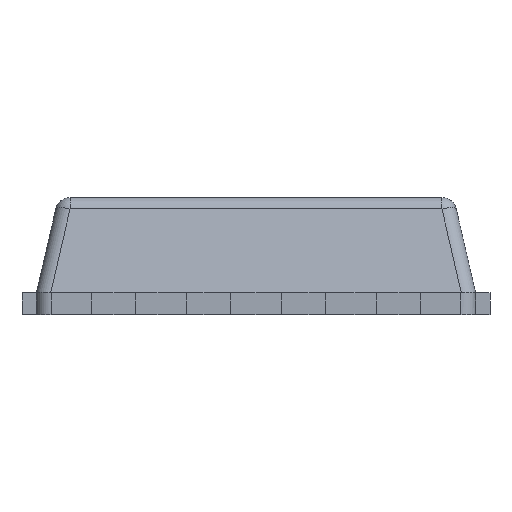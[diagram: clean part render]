
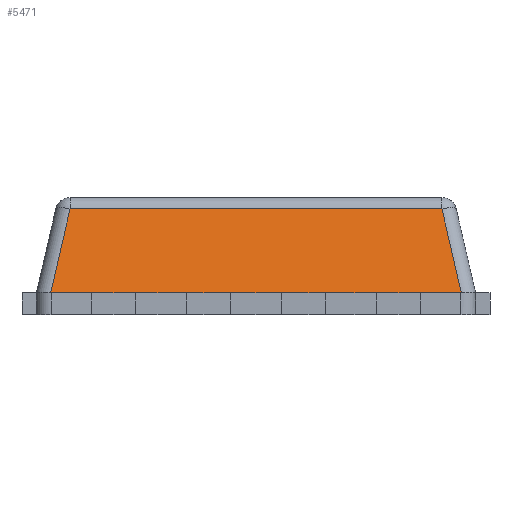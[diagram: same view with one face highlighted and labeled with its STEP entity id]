
A CAD part, front view. The second image highlights one B-rep face of the part: STEP entity #5471.
In plain terms, the highlighted planar face has unit normal (0, -0.974, 0.225).
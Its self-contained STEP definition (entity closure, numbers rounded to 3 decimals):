
#315=DIRECTION('',(1.,0.,0.));
#316=VECTOR('',#315,0.275);
#317=CARTESIAN_POINT('',(1.125,-1.5,0.15));
#318=LINE('',#317,#316);
#331=DIRECTION('',(1.,0.,0.));
#332=VECTOR('',#331,0.348);
#333=CARTESIAN_POINT('',(0.475,-1.5,0.15));
#334=LINE('',#333,#332);
#343=DIRECTION('',(1.,0.,0.));
#344=VECTOR('',#343,0.345);
#345=CARTESIAN_POINT('',(-0.173,-1.5,0.15));
#346=LINE('',#345,#344);
#351=DIRECTION('',(1.,0.,0.));
#352=VECTOR('',#351,0.348);
#353=CARTESIAN_POINT('',(-0.823,-1.5,0.15));
#354=LINE('',#353,#352);
#367=DIRECTION('',(1.,0.,0.));
#368=VECTOR('',#367,0.275);
#369=CARTESIAN_POINT('',(-1.4,-1.5,0.15));
#370=LINE('',#369,#368);
#371=DIRECTION('',(1.,0.,0.));
#372=VECTOR('',#371,0.3);
#373=CARTESIAN_POINT('',(-0.474,-1.5,0.15));
#374=LINE('',#373,#372);
#375=DIRECTION('',(1.,0.,0.));
#376=VECTOR('',#375,0.001);
#377=CARTESIAN_POINT('',(-0.475,-1.5,0.15));
#378=LINE('',#377,#376);
#379=DIRECTION('',(1.,0.,0.));
#380=VECTOR('',#379,0.001);
#381=CARTESIAN_POINT('',(-0.824,-1.5,0.15));
#382=LINE('',#381,#380);
#383=DIRECTION('',(1.,0.,0.));
#384=VECTOR('',#383,0.3);
#385=CARTESIAN_POINT('',(-1.124,-1.5,0.15));
#386=LINE('',#385,#384);
#387=DIRECTION('',(1.,0.,0.));
#388=VECTOR('',#387,0.001);
#389=CARTESIAN_POINT('',(-1.125,-1.5,0.15));
#390=LINE('',#389,#388);
#391=CARTESIAN_POINT('',(-1.403,-1.5,
0.15));
#392=CARTESIAN_POINT('',(-1.402,-1.5,
0.15));
#393=CARTESIAN_POINT('',(-1.401,-1.5,0.15));
#394=CARTESIAN_POINT('',(-1.4,-1.5,0.15));
#396=DIRECTION('',(0.219,0.219,0.951));
#397=VECTOR('',#396,0.602);
#398=CARTESIAN_POINT('',(-1.403,-1.5,
0.15));
#399=LINE('',#398,#397);
#400=DIRECTION('',(1.,0.,0.));
#401=VECTOR('',#400,2.541);
#402=CARTESIAN_POINT('',(-1.27,-1.368,
0.722));
#403=LINE('',#402,#401);
#404=DIRECTION('',(-0.219,0.219,0.951));
#405=VECTOR('',#404,0.602);
#406=CARTESIAN_POINT('',(1.403,-1.5,0.15));
#407=LINE('',#406,#405);
#408=CARTESIAN_POINT('',(1.4,-1.5,0.15));
#409=CARTESIAN_POINT('',(1.401,-1.5,0.15));
#410=CARTESIAN_POINT('',(1.402,-1.5,0.15));
#411=CARTESIAN_POINT('',(1.403,-1.5,0.15));
#413=DIRECTION('',(1.,0.,0.));
#414=VECTOR('',#413,0.001);
#415=CARTESIAN_POINT('',(1.124,-1.5,0.15));
#416=LINE('',#415,#414);
#417=DIRECTION('',(-1.,0.,0.));
#418=VECTOR('',#417,0.3);
#419=CARTESIAN_POINT('',(1.124,-1.5,0.15));
#420=LINE('',#419,#418);
#421=DIRECTION('',(1.,0.,0.));
#422=VECTOR('',#421,0.001);
#423=CARTESIAN_POINT('',(0.823,-1.5,0.15));
#424=LINE('',#423,#422);
#425=DIRECTION('',(1.,0.,0.));
#426=VECTOR('',#425,0.001);
#427=CARTESIAN_POINT('',(0.474,-1.5,0.15));
#428=LINE('',#427,#426);
#429=DIRECTION('',(-1.,0.,0.));
#430=VECTOR('',#429,0.3);
#431=CARTESIAN_POINT('',(0.474,-1.5,0.15));
#432=LINE('',#431,#430);
#433=DIRECTION('',(1.,0.,0.));
#434=VECTOR('',#433,0.001);
#435=CARTESIAN_POINT('',(0.173,-1.5,0.15));
#436=LINE('',#435,#434);
#437=DIRECTION('',(1.,0.,0.));
#438=VECTOR('',#437,0.001);
#439=CARTESIAN_POINT('',(-0.174,-1.5,0.15));
#440=LINE('',#439,#438);
#4008=CARTESIAN_POINT('',(-1.403,-1.5,
0.15));
#4009=CARTESIAN_POINT('',(-1.27,-1.368,
0.722));
#4010=VERTEX_POINT('',#4008);
#4011=VERTEX_POINT('',#4009);
#4022=VERTEX_POINT('',#394);
#4027=CARTESIAN_POINT('',(1.403,-1.5,
0.15));
#4028=CARTESIAN_POINT('',(1.27,-1.368,
0.722));
#4029=VERTEX_POINT('',#4027);
#4030=VERTEX_POINT('',#4028);
#4035=CARTESIAN_POINT('',(1.4,-1.5,0.15));
#4036=VERTEX_POINT('',#4035);
#4281=CARTESIAN_POINT('',(1.125,-1.5,0.15));
#4282=VERTEX_POINT('',#4281);
#4283=CARTESIAN_POINT('',(0.823,-1.5,0.15));
#4284=VERTEX_POINT('',#4283);
#4285=CARTESIAN_POINT('',(0.475,-1.5,0.15));
#4286=VERTEX_POINT('',#4285);
#4287=CARTESIAN_POINT('',(0.173,-1.5,0.15));
#4288=VERTEX_POINT('',#4287);
#4289=CARTESIAN_POINT('',(-0.823,-1.5,0.15));
#4290=VERTEX_POINT('',#4289);
#4291=CARTESIAN_POINT('',(-1.125,-1.5,0.15));
#4292=VERTEX_POINT('',#4291);
#4293=CARTESIAN_POINT('',(-0.173,-1.5,0.15));
#4294=VERTEX_POINT('',#4293);
#4295=CARTESIAN_POINT('',(-0.475,-1.5,0.15));
#4296=VERTEX_POINT('',#4295);
#4329=CARTESIAN_POINT('',(1.124,-1.5,0.15));
#4330=CARTESIAN_POINT('',(0.824,-1.5,0.15));
#4331=VERTEX_POINT('',#4329);
#4332=VERTEX_POINT('',#4330);
#4349=CARTESIAN_POINT('',(0.474,-1.5,0.15));
#4350=CARTESIAN_POINT('',(0.174,-1.5,0.15));
#4351=VERTEX_POINT('',#4349);
#4352=VERTEX_POINT('',#4350);
#4605=CARTESIAN_POINT('',(-1.124,-1.5,0.15));
#4606=VERTEX_POINT('',#4605);
#4607=CARTESIAN_POINT('',(-0.824,-1.5,0.15));
#4608=VERTEX_POINT('',#4607);
#4625=CARTESIAN_POINT('',(-0.474,-1.5,0.15));
#4626=VERTEX_POINT('',#4625);
#4627=CARTESIAN_POINT('',(-0.174,-1.5,0.15));
#4628=VERTEX_POINT('',#4627);
#5425=CARTESIAN_POINT('',(0.,-1.425,0.475));
#5426=DIRECTION('',(0.,-0.974,0.225));
#5427=DIRECTION('',(0.,-0.225,-0.974));
#5428=AXIS2_PLACEMENT_3D('',#5425,#5426,#5427);
#5429=PLANE('',#5428);
#5431=ORIENTED_EDGE('',*,*,#5430,.F.);
#5433=ORIENTED_EDGE('',*,*,#5432,.F.);
#5434=ORIENTED_EDGE('',*,*,#5388,.F.);
#5436=ORIENTED_EDGE('',*,*,#5435,.F.);
#5438=ORIENTED_EDGE('',*,*,#5437,.F.);
#5440=ORIENTED_EDGE('',*,*,#5439,.F.);
#5441=ORIENTED_EDGE('',*,*,#5413,.F.);
#5443=ORIENTED_EDGE('',*,*,#5442,.F.);
#5445=ORIENTED_EDGE('',*,*,#5444,.T.);
#5447=ORIENTED_EDGE('',*,*,#5446,.T.);
#5449=ORIENTED_EDGE('',*,*,#5448,.F.);
#5451=ORIENTED_EDGE('',*,*,#5450,.F.);
#5452=ORIENTED_EDGE('',*,*,#5323,.F.);
#5454=ORIENTED_EDGE('',*,*,#5453,.F.);
#5456=ORIENTED_EDGE('',*,*,#5455,.T.);
#5458=ORIENTED_EDGE('',*,*,#5457,.F.);
#5459=ORIENTED_EDGE('',*,*,#5347,.F.);
#5461=ORIENTED_EDGE('',*,*,#5460,.F.);
#5463=ORIENTED_EDGE('',*,*,#5462,.T.);
#5465=ORIENTED_EDGE('',*,*,#5464,.F.);
#5466=ORIENTED_EDGE('',*,*,#5369,.F.);
#5468=ORIENTED_EDGE('',*,*,#5467,.F.);
#5469=EDGE_LOOP('',(#5431,#5433,#5434,#5436,#5438,#5440,#5441,#5443,#5445,#5447,
#5449,#5451,#5452,#5454,#5456,#5458,#5459,#5461,#5463,#5465,#5466,#5468));
#5470=FACE_OUTER_BOUND('',#5469,.F.);
#5471=ADVANCED_FACE('',(#5470),#5429,.T.);
#395=B_SPLINE_CURVE_WITH_KNOTS('',3,(#391,#392,#393,#394),.UNSPECIFIED.,.F.,.F.,
(4,4),(0.,1.),.UNSPECIFIED.);
#412=B_SPLINE_CURVE_WITH_KNOTS('',3,(#408,#409,#410,#411),.UNSPECIFIED.,.F.,.F.,
(4,4),(0.,1.),.UNSPECIFIED.);
#5323=EDGE_CURVE('',#4282,#4036,#318,.T.);
#5347=EDGE_CURVE('',#4286,#4284,#334,.T.);
#5369=EDGE_CURVE('',#4294,#4288,#346,.T.);
#5388=EDGE_CURVE('',#4290,#4296,#354,.T.);
#5413=EDGE_CURVE('',#4022,#4292,#370,.T.);
#5430=EDGE_CURVE('',#4626,#4628,#374,.T.);
#5432=EDGE_CURVE('',#4296,#4626,#378,.T.);
#5435=EDGE_CURVE('',#4608,#4290,#382,.T.);
#5437=EDGE_CURVE('',#4606,#4608,#386,.T.);
#5439=EDGE_CURVE('',#4292,#4606,#390,.T.);
#5442=EDGE_CURVE('',#4010,#4022,#395,.T.);
#5444=EDGE_CURVE('',#4010,#4011,#399,.T.);
#5446=EDGE_CURVE('',#4011,#4030,#403,.T.);
#5448=EDGE_CURVE('',#4029,#4030,#407,.T.);
#5450=EDGE_CURVE('',#4036,#4029,#412,.T.);
#5453=EDGE_CURVE('',#4331,#4282,#416,.T.);
#5455=EDGE_CURVE('',#4331,#4332,#420,.T.);
#5457=EDGE_CURVE('',#4284,#4332,#424,.T.);
#5460=EDGE_CURVE('',#4351,#4286,#428,.T.);
#5462=EDGE_CURVE('',#4351,#4352,#432,.T.);
#5464=EDGE_CURVE('',#4288,#4352,#436,.T.);
#5467=EDGE_CURVE('',#4628,#4294,#440,.T.);
